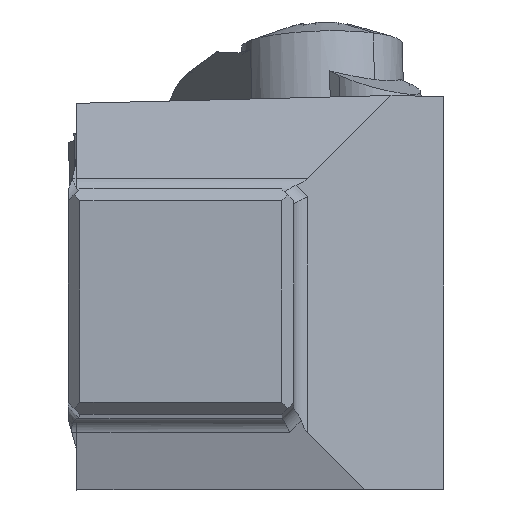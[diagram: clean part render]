
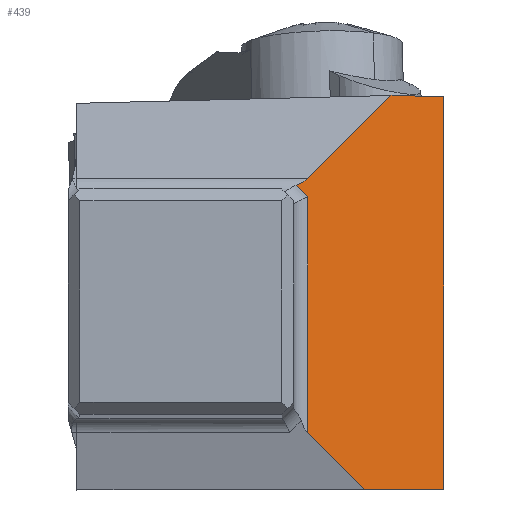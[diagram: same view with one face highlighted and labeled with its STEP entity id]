
A CAD part, top view. The second image highlights one B-rep face of the part: STEP entity #439.
In plain terms, the highlighted planar face has unit normal (0.259, 0, 0.966).
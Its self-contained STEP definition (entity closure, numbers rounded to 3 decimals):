
#159=ELLIPSE('',#4884,3.091,0.8);
#217=FACE_OUTER_BOUND('',#1050,.T.);
#439=ADVANCED_FACE('',(#217),#655,.T.);
#655=PLANE('',#4885);
#1050=EDGE_LOOP('',(#1492,#1493,#1494,#1495,#1496,#1497,#1498,#1499));
#1492=ORIENTED_EDGE('',*,*,#3208,.F.);
#1493=ORIENTED_EDGE('',*,*,#3209,.T.);
#1494=ORIENTED_EDGE('',*,*,#3210,.F.);
#1495=ORIENTED_EDGE('',*,*,#3211,.F.);
#1496=ORIENTED_EDGE('',*,*,#3212,.T.);
#1497=ORIENTED_EDGE('',*,*,#3213,.T.);
#1498=ORIENTED_EDGE('',*,*,#3198,.F.);
#1499=ORIENTED_EDGE('',*,*,#3207,.T.);
#2700=VERTEX_POINT('',#7122);
#2702=VERTEX_POINT('',#7125);
#2707=VERTEX_POINT('',#7167);
#2708=VERTEX_POINT('',#7171);
#2709=VERTEX_POINT('',#7173);
#2710=VERTEX_POINT('',#7175);
#2711=VERTEX_POINT('',#7177);
#2712=VERTEX_POINT('',#7179);
#3198=EDGE_CURVE('',#2700,#2702,#4031,.T.);
#3207=EDGE_CURVE('',#2700,#2707,#4035,.T.);
#3208=EDGE_CURVE('',#2708,#2707,#4036,.T.);
#3209=EDGE_CURVE('',#2708,#2709,#4037,.T.);
#3210=EDGE_CURVE('',#2710,#2709,#4038,.T.);
#3211=EDGE_CURVE('',#2711,#2710,#4039,.T.);
#3212=EDGE_CURVE('',#2711,#2712,#4040,.T.);
#3213=EDGE_CURVE('',#2712,#2702,#159,.T.);
#4031=LINE('',#7124,#4438);
#4035=LINE('',#7168,#4442);
#4036=LINE('',#7170,#4443);
#4037=LINE('',#7172,#4444);
#4038=LINE('',#7174,#4445);
#4039=LINE('',#7176,#4446);
#4040=LINE('',#7178,#4447);
#4438=VECTOR('',#5577,1.);
#4442=VECTOR('',#5589,1.);
#4443=VECTOR('',#5592,1.);
#4444=VECTOR('',#5593,1.);
#4445=VECTOR('',#5594,1.);
#4446=VECTOR('',#5595,1.);
#4447=VECTOR('',#5596,1.);
#4884=AXIS2_PLACEMENT_3D('',#7180,#5597,#5598);
#4885=AXIS2_PLACEMENT_3D('',#7181,#5599,#5600);
#5577=DIRECTION('',(-0.695,0.695,0.186));
#5589=DIRECTION('',(0.,-1.,0.));
#5592=DIRECTION('',(-0.695,0.695,0.186));
#5593=DIRECTION('',(0.966,0.,-0.259));
#5594=DIRECTION('',(0.,-1.,0.));
#5595=DIRECTION('',(0.966,-0.02,-0.259));
#5596=DIRECTION('',(-0.695,-0.695,0.186));
#5597=DIRECTION('',(-0.259,0.,-0.966));
#5598=DIRECTION('',(0.966,0.,-0.259));
#5599=DIRECTION('',(0.259,0.,0.966));
#5600=DIRECTION('',(0.966,0.,-0.259));
#7122=CARTESIAN_POINT('',(0.593,9.356,-97.934));
#7124=CARTESIAN_POINT('',(0.593,9.356,-97.934));
#7125=CARTESIAN_POINT('',(0.103,9.847,-97.802));
#7167=CARTESIAN_POINT('',(0.593,-0.593,-97.934));
#7168=CARTESIAN_POINT('',(0.593,9.356,-97.934));
#7170=CARTESIAN_POINT('',(3.,-3.,-98.579));
#7171=CARTESIAN_POINT('',(3.,-3.,-98.579));
#7172=CARTESIAN_POINT('',(3.,-3.,-98.579));
#7173=CARTESIAN_POINT('',(6.35,-3.,-99.476));
#7174=CARTESIAN_POINT('',(6.35,13.593,-99.476));
#7175=CARTESIAN_POINT('',(6.35,13.593,-99.476));
#7176=CARTESIAN_POINT('',(4.115,13.64,-98.878));
#7177=CARTESIAN_POINT('',(4.115,13.64,-98.878));
#7178=CARTESIAN_POINT('',(4.115,13.64,-98.878));
#7179=CARTESIAN_POINT('',(0.593,10.118,-97.934));
#7180=CARTESIAN_POINT('',(-2.291,10.325,-97.161));
#7181=CARTESIAN_POINT('',(3.226,5.32,-98.639));
